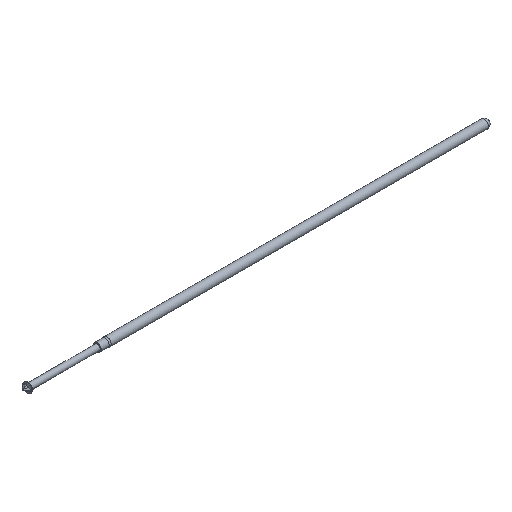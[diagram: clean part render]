
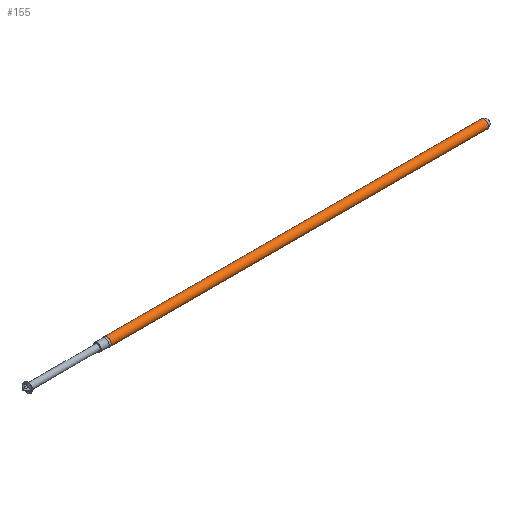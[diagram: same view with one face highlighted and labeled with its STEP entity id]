
A CAD part, isometric view. The second image highlights one B-rep face of the part: STEP entity #155.
In plain terms, the highlighted cylindrical face has radius 0.391 mm (diameter 0.782 mm), a full revolution.
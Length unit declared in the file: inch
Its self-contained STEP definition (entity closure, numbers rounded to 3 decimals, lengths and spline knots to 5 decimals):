
#91 = DIRECTION ( 'NONE',  ( 1., 0., 0. ) ) ;
#155 = ADVANCED_FACE ( 'NONE', ( #167, #1281 ), #1033, .T. ) ;
#167 = FACE_OUTER_BOUND ( 'NONE', #3470, .T. ) ;
#264 = DIRECTION ( 'NONE',  ( -1., 0., 0. ) ) ;
#334 = DIRECTION ( 'NONE',  ( 0., 0., 1. ) ) ;
#632 = AXIS2_PLACEMENT_3D ( 'NONE', #3356, #264, #858 ) ;
#812 = EDGE_CURVE ( 'NONE', #2587, #2587, #2571, .T. ) ;
#858 = DIRECTION ( 'NONE',  ( 0., 0., 1. ) ) ;
#922 = CARTESIAN_POINT ( 'NONE',  ( 0.03556, 0., -0.0154 ) ) ;
#959 = DIRECTION ( 'NONE',  ( 0., 0., -1. ) ) ;
#1023 = CIRCLE ( 'NONE', #2833, 0.0154 ) ;
#1033 = CYLINDRICAL_SURFACE ( 'NONE', #632, 0.0154 ) ;
#1228 = CARTESIAN_POINT ( 'NONE',  ( 0.03556, 0., 0. ) ) ;
#1281 = FACE_OUTER_BOUND ( 'NONE', #1284, .T. ) ;
#1284 = EDGE_LOOP ( 'NONE', ( #3197 ) ) ;
#1466 = CARTESIAN_POINT ( 'NONE',  ( 1.41479, 0., 0. ) ) ;
#1478 = ORIENTED_EDGE ( 'NONE', *, *, #3178, .T. ) ;
#1590 = AXIS2_PLACEMENT_3D ( 'NONE', #1466, #3129, #334 ) ;
#1787 = CARTESIAN_POINT ( 'NONE',  ( 1.41479, 0., 0.0154 ) ) ;
#2571 = CIRCLE ( 'NONE', #1590, 0.0154 ) ;
#2587 = VERTEX_POINT ( 'NONE', #1787 ) ;
#2833 = AXIS2_PLACEMENT_3D ( 'NONE', #1228, #91, #959 ) ;
#3129 = DIRECTION ( 'NONE',  ( -1., 0., 0. ) ) ;
#3178 = EDGE_CURVE ( 'NONE', #3423, #3423, #1023, .T. ) ;
#3197 = ORIENTED_EDGE ( 'NONE', *, *, #812, .T. ) ;
#3356 = CARTESIAN_POINT ( 'NONE',  ( 0., 0., 0. ) ) ;
#3423 = VERTEX_POINT ( 'NONE', #922 ) ;
#3470 = EDGE_LOOP ( 'NONE', ( #1478 ) ) ;
